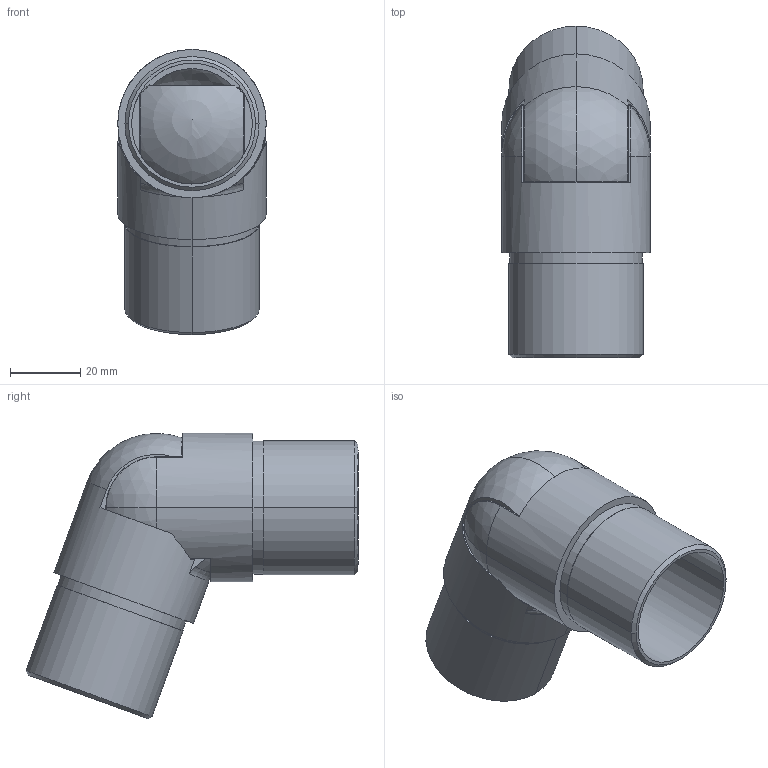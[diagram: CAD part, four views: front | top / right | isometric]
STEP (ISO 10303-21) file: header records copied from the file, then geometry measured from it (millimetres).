
FILE_DESCRIPTION (( 'STEP AP203' ), '1' );
FILE_NAME ('A_0312-242-B.STEP', '2019-04-17T12:14:40', ( '' ), ( '' ), 'SwSTEP 2.0', 'SolidWorks 2013', '' );
FILE_SCHEMA (( 'CONFIG_CONTROL_DESIGN' ));
Length unit declared in the file: millimetre
Products named in the file (4): A_0312-242-B.P2_Pre zvarenec; A_0312-242-B.P1; A_0312-242-B; A_0312-242-B.P3
Assembly tree (4 placements, depth 2):
  A_0312-242-B
    A_0312-242-B.P1
    A_0312-242-B.P3  x2
    A_0312-242-B.P2_Pre zvarenec
Bounding box: 42.4 x 94.82 x 81.44 mm (x, y, z)
Volume: 45846.1 mm3; surface area: 34400.1 mm2
Topology: 4 solids, 4 shells, 136 faces, 338 edges, 210 vertices
Faces by surface type: cylinder 53, plane 31, torus 18, sphere 16, cone 12, bspline 6
Entity records: 4754 total; most frequent: CARTESIAN_POINT 1200, DIRECTION 726, ORIENTED_EDGE 628, AXIS2_PLACEMENT_3D 315, EDGE_CURVE 314, VERTEX_POINT 197, CIRCLE 186, EDGE_LOOP 141
